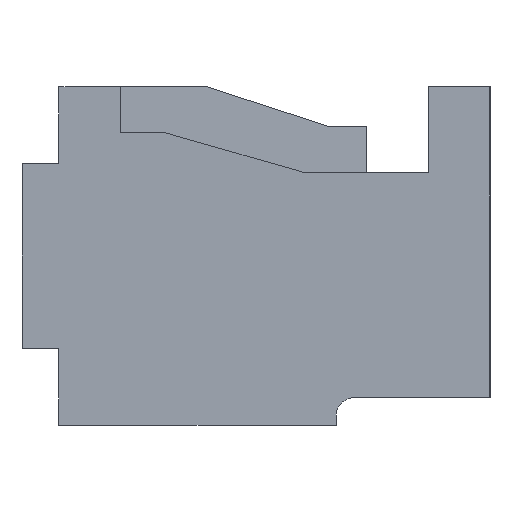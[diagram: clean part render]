
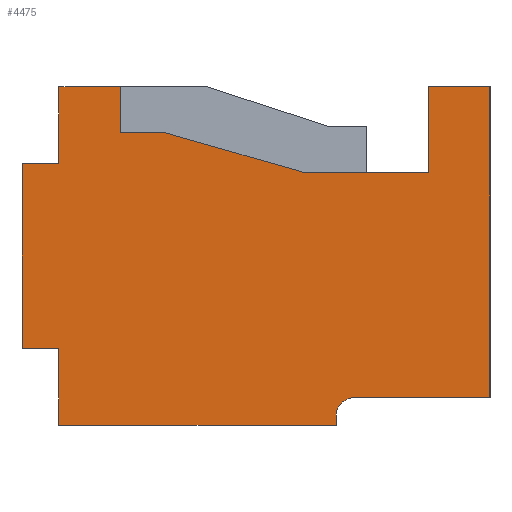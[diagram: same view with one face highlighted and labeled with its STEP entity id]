
A CAD part, left-side view. The second image highlights one B-rep face of the part: STEP entity #4475.
In plain terms, the highlighted planar face has unit normal (-1, 0, 0).
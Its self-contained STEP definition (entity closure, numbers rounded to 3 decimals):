
#13=DIRECTION('',(0.,-1.,0.));
#14=VECTOR('',#13,2.25);
#15=CARTESIAN_POINT('',(-5.2,1.6,-1.375));
#16=LINE('',#15,#14);
#17=DIRECTION('',(0.,0.,1.));
#18=VECTOR('',#17,0.075);
#19=CARTESIAN_POINT('',(-5.2,-0.65,-1.375));
#20=LINE('',#19,#18);
#21=DIRECTION('',(0.,0.,1.));
#22=VECTOR('',#21,0.625);
#23=CARTESIAN_POINT('',(-5.2,1.6,-1.375));
#24=LINE('',#23,#22);
#25=DIRECTION('',(0.,-1.,0.));
#26=VECTOR('',#25,0.3);
#27=CARTESIAN_POINT('',(-5.2,1.9,-0.75));
#28=LINE('',#27,#26);
#29=DIRECTION('',(0.,0.,1.));
#30=VECTOR('',#29,1.5);
#31=CARTESIAN_POINT('',(-5.2,1.9,-0.75));
#32=LINE('',#31,#30);
#33=DIRECTION('',(0.,-1.,0.));
#34=VECTOR('',#33,0.3);
#35=CARTESIAN_POINT('',(-5.2,1.9,0.75));
#36=LINE('',#35,#34);
#37=DIRECTION('',(0.,0.,-1.));
#38=VECTOR('',#37,0.625);
#39=CARTESIAN_POINT('',(-5.2,1.6,1.375));
#40=LINE('',#39,#38);
#41=DIRECTION('',(0.,0.,-1.));
#42=VECTOR('',#41,0.375);
#43=CARTESIAN_POINT('',(-5.2,1.1,1.375));
#44=LINE('',#43,#42);
#45=DIRECTION('',(0.,1.,0.));
#46=VECTOR('',#45,0.367);
#47=CARTESIAN_POINT('',(-5.2,0.733,1.));
#48=LINE('',#47,#46);
#49=DIRECTION('',(0.,0.961,0.276));
#50=VECTOR('',#49,1.179);
#51=CARTESIAN_POINT('',(-5.2,-0.4,0.675));
#52=LINE('',#51,#50);
#53=DIRECTION('',(0.,1.,0.));
#54=VECTOR('',#53,1.);
#55=CARTESIAN_POINT('',(-5.2,-1.4,0.675));
#56=LINE('',#55,#54);
#57=DIRECTION('',(0.,0.,-1.));
#58=VECTOR('',#57,0.7);
#59=CARTESIAN_POINT('',(-5.2,-1.4,1.375));
#60=LINE('',#59,#58);
#61=DIRECTION('',(0.,1.,0.));
#62=VECTOR('',#61,1.1);
#63=CARTESIAN_POINT('',(-5.2,-1.9,-1.15));
#64=LINE('',#63,#62);
#65=CARTESIAN_POINT('',(-5.2,-0.8,-1.3));
#66=DIRECTION('',(1.,0.,0.));
#67=DIRECTION('',(0.,1.,0.));
#68=AXIS2_PLACEMENT_3D('',#65,#66,#67);
#965=DIRECTION('',(0.,0.,1.));
#966=VECTOR('',#965,2.525);
#967=CARTESIAN_POINT('',(-5.2,-1.9,-1.15));
#968=LINE('',#967,#966);
#1049=DIRECTION('',(0.,-1.,0.));
#1050=VECTOR('',#1049,0.5);
#1051=CARTESIAN_POINT('',(-5.2,1.6,1.375));
#1052=LINE('',#1051,#1050);
#1213=DIRECTION('',(0.,-1.,0.));
#1214=VECTOR('',#1213,0.5);
#1215=CARTESIAN_POINT('',(-5.2,-1.4,1.375));
#1216=LINE('',#1215,#1214);
#3317=CARTESIAN_POINT('',(-5.2,-1.9,1.375));
#3319=VERTEX_POINT('',#3317);
#3321=CARTESIAN_POINT('',(-5.2,1.6,-1.375));
#3323=VERTEX_POINT('',#3321);
#3325=CARTESIAN_POINT('',(-5.2,1.6,1.375));
#3327=VERTEX_POINT('',#3325);
#3329=CARTESIAN_POINT('',(-5.2,1.6,0.75));
#3330=VERTEX_POINT('',#3329);
#3331=CARTESIAN_POINT('',(-5.2,1.9,0.75));
#3332=VERTEX_POINT('',#3331);
#3333=CARTESIAN_POINT('',(-5.2,1.9,-0.75));
#3334=CARTESIAN_POINT('',(-5.2,1.6,-0.75));
#3335=VERTEX_POINT('',#3333);
#3336=VERTEX_POINT('',#3334);
#3403=CARTESIAN_POINT('',(-5.2,-1.4,1.375));
#3404=CARTESIAN_POINT('',(-5.2,-1.4,0.675));
#3405=VERTEX_POINT('',#3403);
#3406=VERTEX_POINT('',#3404);
#3407=CARTESIAN_POINT('',(-5.2,-0.4,0.675));
#3408=VERTEX_POINT('',#3407);
#3409=CARTESIAN_POINT('',(-5.2,0.733,1.));
#3410=VERTEX_POINT('',#3409);
#3411=CARTESIAN_POINT('',(-5.2,1.1,1.));
#3412=VERTEX_POINT('',#3411);
#3413=CARTESIAN_POINT('',(-5.2,1.1,1.375));
#3414=VERTEX_POINT('',#3413);
#4209=CARTESIAN_POINT('',(-5.2,-0.65,-1.375));
#4211=VERTEX_POINT('',#4209);
#4213=CARTESIAN_POINT('',(-5.2,-0.65,-1.3));
#4214=VERTEX_POINT('',#4213);
#4215=CARTESIAN_POINT('',(-5.2,-0.8,-1.15));
#4216=VERTEX_POINT('',#4215);
#4217=CARTESIAN_POINT('',(-5.2,-1.9,-1.15));
#4218=VERTEX_POINT('',#4217);
#4436=CARTESIAN_POINT('',(-5.2,1.9,-1.375));
#4437=DIRECTION('',(-1.,0.,0.));
#4438=DIRECTION('',(0.,-1.,0.));
#4439=AXIS2_PLACEMENT_3D('',#4436,#4437,#4438);
#4440=PLANE('',#4439);
#4441=ORIENTED_EDGE('',*,*,#4427,.F.);
#4442=ORIENTED_EDGE('',*,*,#4416,.F.);
#4444=ORIENTED_EDGE('',*,*,#4443,.T.);
#4446=ORIENTED_EDGE('',*,*,#4445,.F.);
#4448=ORIENTED_EDGE('',*,*,#4447,.T.);
#4450=ORIENTED_EDGE('',*,*,#4449,.T.);
#4452=ORIENTED_EDGE('',*,*,#4451,.F.);
#4454=ORIENTED_EDGE('',*,*,#4453,.T.);
#4456=ORIENTED_EDGE('',*,*,#4455,.T.);
#4458=ORIENTED_EDGE('',*,*,#4457,.F.);
#4460=ORIENTED_EDGE('',*,*,#4459,.F.);
#4462=ORIENTED_EDGE('',*,*,#4461,.F.);
#4464=ORIENTED_EDGE('',*,*,#4463,.F.);
#4466=ORIENTED_EDGE('',*,*,#4465,.T.);
#4468=ORIENTED_EDGE('',*,*,#4467,.F.);
#4470=ORIENTED_EDGE('',*,*,#4469,.T.);
#4472=ORIENTED_EDGE('',*,*,#4471,.F.);
#4473=EDGE_LOOP('',(#4441,#4442,#4444,#4446,#4448,#4450,#4452,#4454,#4456,#4458,
#4460,#4462,#4464,#4466,#4468,#4470,#4472));
#4474=FACE_OUTER_BOUND('',#4473,.F.);
#4475=ADVANCED_FACE('',(#4474),#4440,.T.);
#69=CIRCLE('',#68,0.15);
#4416=EDGE_CURVE('',#3323,#4211,#16,.T.);
#4427=EDGE_CURVE('',#4211,#4214,#20,.T.);
#4443=EDGE_CURVE('',#3323,#3336,#24,.T.);
#4445=EDGE_CURVE('',#3335,#3336,#28,.T.);
#4447=EDGE_CURVE('',#3335,#3332,#32,.T.);
#4449=EDGE_CURVE('',#3332,#3330,#36,.T.);
#4451=EDGE_CURVE('',#3327,#3330,#40,.T.);
#4453=EDGE_CURVE('',#3327,#3414,#1052,.T.);
#4455=EDGE_CURVE('',#3414,#3412,#44,.T.);
#4457=EDGE_CURVE('',#3410,#3412,#48,.T.);
#4459=EDGE_CURVE('',#3408,#3410,#52,.T.);
#4461=EDGE_CURVE('',#3406,#3408,#56,.T.);
#4463=EDGE_CURVE('',#3405,#3406,#60,.T.);
#4465=EDGE_CURVE('',#3405,#3319,#1216,.T.);
#4467=EDGE_CURVE('',#4218,#3319,#968,.T.);
#4469=EDGE_CURVE('',#4218,#4216,#64,.T.);
#4471=EDGE_CURVE('',#4214,#4216,#69,.T.);
